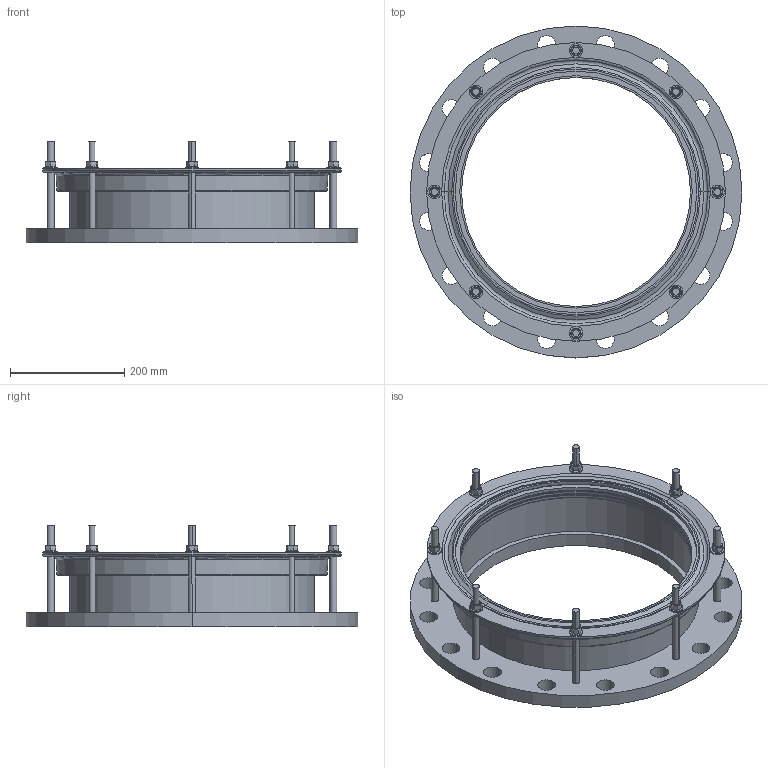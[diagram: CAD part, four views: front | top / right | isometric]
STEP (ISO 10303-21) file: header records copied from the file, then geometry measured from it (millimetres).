
FILE_DESCRIPTION (( 'STEP AP203' ), '1' );
FILE_NAME ('O_260_30_DN400_step.STEP', '2015-06-15T03:44:39', ( '' ), ( '' ), 'SwSTEP 2.0', 'SolidWorks 2012', '' );
FILE_SCHEMA (( 'CONFIG_CONTROL_DESIGN' ));
Length unit declared in the file: millimetre
Products named in the file (1): O_260_30_DN400_step
Bounding box: 580 x 580 x 178 mm (x, y, z)
Volume: 5743823.7 mm3; surface area: 852676.3 mm2
Topology: 1 solids, 1 shells, 243 faces, 620 edges, 406 vertices
Faces by surface type: cylinder 104, plane 85, cone 40, torus 14
Entity records: 8987 total; most frequent: CARTESIAN_POINT 2974, ORIENTED_EDGE 1240, DIRECTION 1216, EDGE_CURVE 620, AXIS2_PLACEMENT_3D 512, VERTEX_POINT 406, EDGE_LOOP 320, CIRCLE 268
